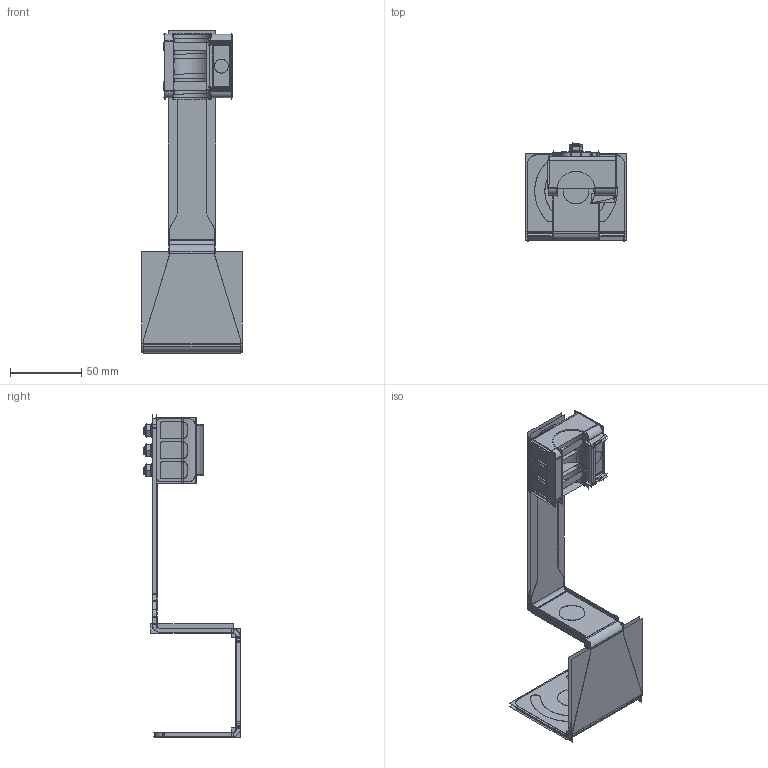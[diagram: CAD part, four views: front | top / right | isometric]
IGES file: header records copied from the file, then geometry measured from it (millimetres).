
Start section:  PTC IGES file: 211150.igs
Global section: file name: 211150.igs; native system: Creo Parametric by PTC Inc.; preprocessor: 2018300; author: pdmadmin; organization: Unknown; date: 20190322.115649; units: millimetre
Bounding box: 70.72 x 68.34 x 226.17 mm (x, y, z)
Volume: 58768.8 mm3; surface area: 221241.6 mm2
Topology: 11 solids, 14 shells, 1826 faces, 10626 edges, 14308 vertices
Faces by surface type: revolution 1070, bspline 756
